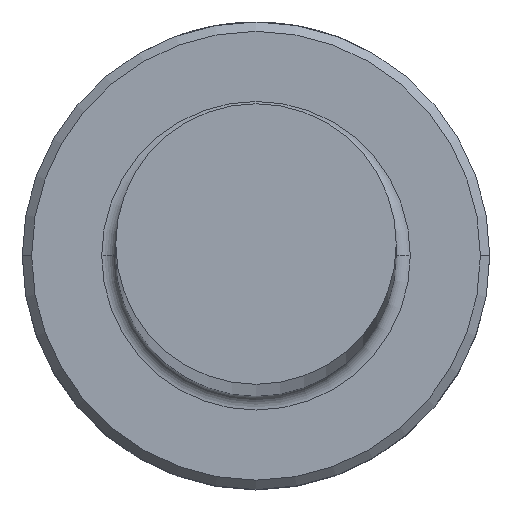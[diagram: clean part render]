
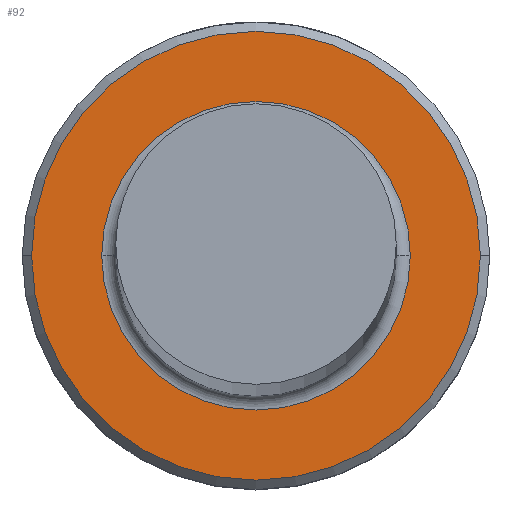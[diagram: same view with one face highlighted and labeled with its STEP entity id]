
A CAD part, top view. The second image highlights one B-rep face of the part: STEP entity #92.
In plain terms, the highlighted planar face has unit normal (0, 0, 1).
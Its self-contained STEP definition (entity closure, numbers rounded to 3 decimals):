
#29 = CIRCLE ( 'NONE', #353, 3.3 ) ;
#85 = ORIENTED_EDGE ( 'NONE', *, *, #396, .T. ) ;
#89 = AXIS2_PLACEMENT_3D ( 'NONE', #1037, #530, #1124 ) ;
#92 = ADVANCED_FACE ( 'NONE', ( #251, #280 ), #580, .T. ) ;
#95 = ORIENTED_EDGE ( 'NONE', *, *, #639, .T. ) ;
#100 = VERTEX_POINT ( 'NONE', #187 ) ;
#104 = CARTESIAN_POINT ( 'NONE',  ( 0., 0., 6. ) ) ;
#120 = DIRECTION ( 'NONE',  ( 1., 0., 0. ) ) ;
#145 = VERTEX_POINT ( 'NONE', #868 ) ;
#150 = DIRECTION ( 'NONE',  ( 0., 0., -1. ) ) ;
#187 = CARTESIAN_POINT ( 'NONE',  ( 4.8, 0., 6. ) ) ;
#205 = DIRECTION ( 'NONE',  ( 0., 0., 1. ) ) ;
#242 = AXIS2_PLACEMENT_3D ( 'NONE', #260, #878, #362 ) ;
#251 = FACE_OUTER_BOUND ( 'NONE', #859, .T. ) ;
#260 = CARTESIAN_POINT ( 'NONE',  ( 0., 0., 6. ) ) ;
#280 = FACE_BOUND ( 'NONE', #751, .T. ) ;
#331 = ORIENTED_EDGE ( 'NONE', *, *, #648, .T. ) ;
#353 = AXIS2_PLACEMENT_3D ( 'NONE', #701, #150, #786 ) ;
#362 = DIRECTION ( 'NONE',  ( -1., 0., 0. ) ) ;
#396 = EDGE_CURVE ( 'NONE', #814, #145, #731, .T. ) ;
#458 = CARTESIAN_POINT ( 'NONE',  ( 0., 0., 6. ) ) ;
#530 = DIRECTION ( 'NONE',  ( 0., 0., 1. ) ) ;
#532 = AXIS2_PLACEMENT_3D ( 'NONE', #458, #1054, #547 ) ;
#547 = DIRECTION ( 'NONE',  ( 1., 0., 0. ) ) ;
#580 = PLANE ( 'NONE',  #947 ) ;
#639 = EDGE_CURVE ( 'NONE', #986, #100, #1015, .T. ) ;
#648 = EDGE_CURVE ( 'NONE', #145, #814, #29, .T. ) ;
#701 = CARTESIAN_POINT ( 'NONE',  ( 0., 0., 6. ) ) ;
#731 = CIRCLE ( 'NONE', #242, 3.3 ) ;
#740 = CARTESIAN_POINT ( 'NONE',  ( -4.8, 0., 6. ) ) ;
#751 = EDGE_LOOP ( 'NONE', ( #85, #331 ) ) ;
#786 = DIRECTION ( 'NONE',  ( -1., 0., 0. ) ) ;
#803 = EDGE_CURVE ( 'NONE', #100, #986, #849, .T. ) ;
#814 = VERTEX_POINT ( 'NONE', #971 ) ;
#849 = CIRCLE ( 'NONE', #532, 4.8 ) ;
#859 = EDGE_LOOP ( 'NONE', ( #95, #998 ) ) ;
#868 = CARTESIAN_POINT ( 'NONE',  ( 3.3, 0., 6. ) ) ;
#878 = DIRECTION ( 'NONE',  ( 0., 0., -1. ) ) ;
#947 = AXIS2_PLACEMENT_3D ( 'NONE', #104, #205, #120 ) ;
#971 = CARTESIAN_POINT ( 'NONE',  ( -3.3, 0., 6. ) ) ;
#986 = VERTEX_POINT ( 'NONE', #740 ) ;
#998 = ORIENTED_EDGE ( 'NONE', *, *, #803, .T. ) ;
#1015 = CIRCLE ( 'NONE', #89, 4.8 ) ;
#1037 = CARTESIAN_POINT ( 'NONE',  ( 0., 0., 6. ) ) ;
#1054 = DIRECTION ( 'NONE',  ( 0., 0., 1. ) ) ;
#1124 = DIRECTION ( 'NONE',  ( 1., 0., 0. ) ) ;
